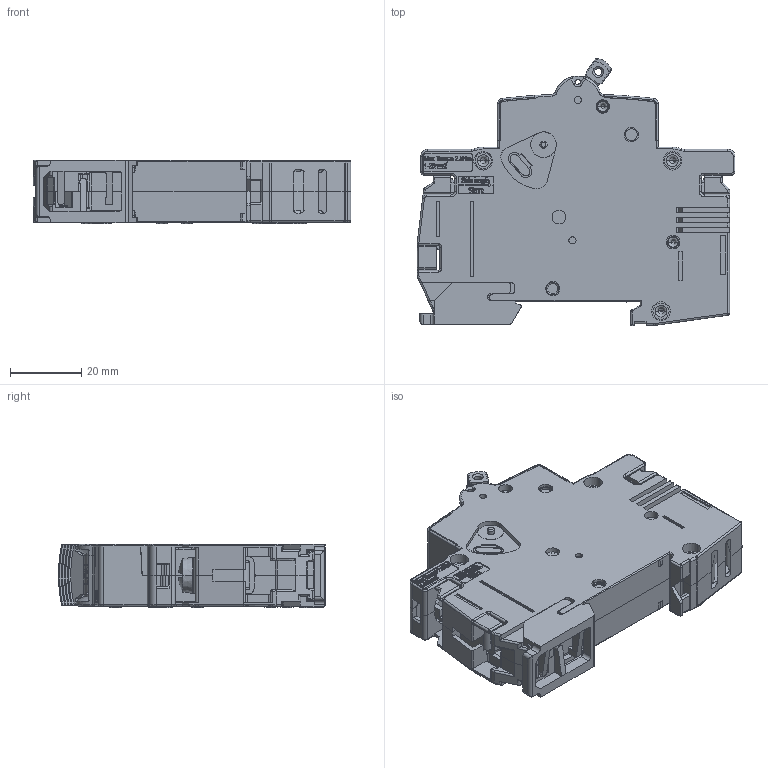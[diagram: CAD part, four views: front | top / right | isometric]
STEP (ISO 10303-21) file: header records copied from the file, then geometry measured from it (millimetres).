
FILE_DESCRIPTION((''),'2;1');
FILE_NAME('ETIMAT_C25_ASM','2024-03-15T12:38:36',('klemen.sitar'),('Audax d.o.o.'),'CREO PARAMETRIC BY PTC INC, 2021304','CREO PARAMETRIC BY PTC INC, 2021304','');
FILE_SCHEMA(('AP242_MANAGED_MODEL_BASED_3D_ENGINEERING_MIM_LF { 1 0 10303 442 1 1 4 }'));
Products named in the file (15): 0000043847_1; 0000043755_1; 0000043747_1; 0000000470_1; 0000000533_1; 0000043756_ASM_2_ASM; 0000004539_1; 0000001562_1; 0000049188_1; 0000037048_1; 0000043750_1; PRT0002; PART1_1_3_1; 0000043676_ASM_2_ASM; ETIMAT_C25_ASM
Assembly tree (21 placements, depth 4):
  ETIMAT_C25_ASM
    0000043676_ASM_2_ASM
      0000043847_1
      0000043755_1
      0000043756_ASM_2_ASM
        0000043747_1
        0000000470_1
        0000000533_1
      0000004539_1
      0000001562_1
      0000049188_1  x3
      0000037048_1  x4
      0000043750_1
      0000000470_1
      0000000533_1
      PRT0002
      PART1_1_3_1
Bounding box: 89 x 74.74 x 17.8 mm (x, y, z)
Volume: 31329.7 mm3; surface area: 44628.7 mm2
Topology: 21 solids, 22 shells, 4007 faces, 11420 edges, 7563 vertices
Faces by surface type: plane 2379, cylinder 810, extrusion 439, torus 161, cone 144, bspline 44, sphere 30
Entity records: 190438 total; most frequent: CARTESIAN_POINT 32256, ORIENTED_EDGE 21328, DIRECTION 18353, PRESENTATION_STYLE_ASSIGNMENT 14849, STYLED_ITEM 14840, CURVE_STYLE 11103, EDGE_CURVE 10664, VECTOR 7283
